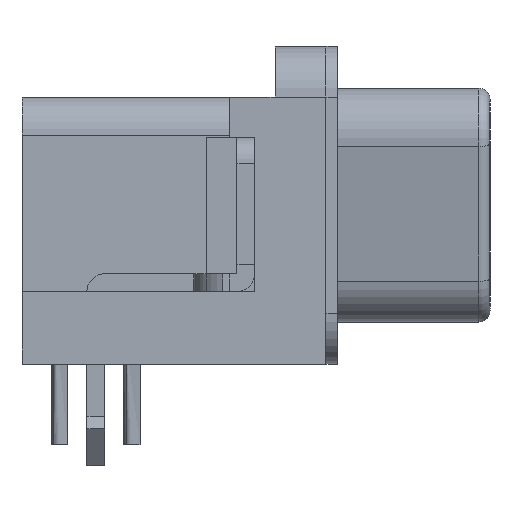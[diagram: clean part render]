
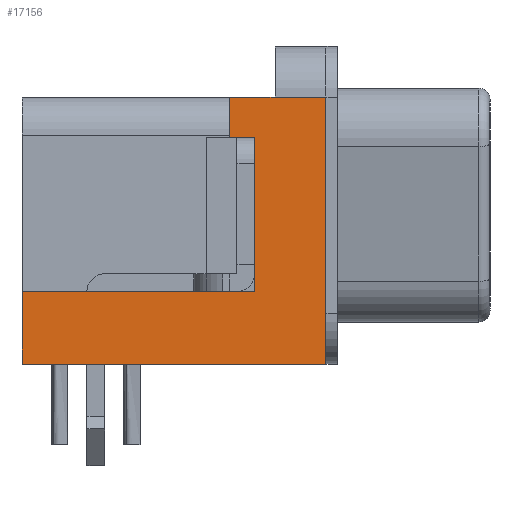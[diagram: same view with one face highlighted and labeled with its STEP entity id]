
A CAD part, left-side view. The second image highlights one B-rep face of the part: STEP entity #17156.
In plain terms, the highlighted planar face has unit normal (-1, 0, 0).
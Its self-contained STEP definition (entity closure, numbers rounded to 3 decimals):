
#863=LINE('',#24585,#2839);
#1288=LINE('',#25515,#3264);
#1310=LINE('',#25563,#3286);
#1317=LINE('',#25580,#3293);
#1324=LINE('',#25600,#3300);
#1325=LINE('',#25602,#3301);
#1326=LINE('',#25604,#3302);
#1327=LINE('',#25606,#3303);
#1328=LINE('',#25607,#3304);
#2839=VECTOR('',#19713,1000.);
#3264=VECTOR('',#20352,1000.);
#3286=VECTOR('',#20380,1000.);
#3293=VECTOR('',#20395,1000.);
#3300=VECTOR('',#20414,1000.);
#3301=VECTOR('',#20415,1000.);
#3302=VECTOR('',#20416,1000.);
#3303=VECTOR('',#20417,1000.);
#3304=VECTOR('',#20418,1000.);
#5463=ORIENTED_EDGE('',*,*,#9780,.T.);
#5464=ORIENTED_EDGE('',*,*,#10308,.T.);
#5465=ORIENTED_EDGE('',*,*,#10309,.T.);
#5466=ORIENTED_EDGE('',*,*,#10310,.T.);
#5467=ORIENTED_EDGE('',*,*,#10311,.F.);
#5468=ORIENTED_EDGE('',*,*,#10288,.T.);
#5469=ORIENTED_EDGE('',*,*,#10312,.T.);
#5470=ORIENTED_EDGE('',*,*,#10264,.T.);
#5471=ORIENTED_EDGE('',*,*,#10298,.T.);
#9780=EDGE_CURVE('',#12254,#12253,#863,.T.);
#10264=EDGE_CURVE('',#12652,#12651,#1288,.T.);
#10288=EDGE_CURVE('',#12672,#12674,#1310,.T.);
#10298=EDGE_CURVE('',#12651,#12254,#1317,.T.);
#10308=EDGE_CURVE('',#12253,#12688,#1324,.T.);
#10309=EDGE_CURVE('',#12688,#12689,#1325,.T.);
#10310=EDGE_CURVE('',#12689,#12690,#1326,.T.);
#10311=EDGE_CURVE('',#12672,#12690,#1327,.T.);
#10312=EDGE_CURVE('',#12674,#12652,#1328,.T.);
#12253=VERTEX_POINT('',#24584);
#12254=VERTEX_POINT('',#24586);
#12651=VERTEX_POINT('',#25514);
#12652=VERTEX_POINT('',#25516);
#12672=VERTEX_POINT('',#25558);
#12674=VERTEX_POINT('',#25562);
#12688=VERTEX_POINT('',#25601);
#12689=VERTEX_POINT('',#25603);
#12690=VERTEX_POINT('',#25605);
#14267=EDGE_LOOP('',(#5463,#5464,#5465,#5466,#5467,#5468,#5469,#5470,#5471));
#15467=FACE_BOUND('',#14267,.T.);
#16586=PLANE('',#18360);
#17156=ADVANCED_FACE('',(#15467),#16586,.T.);
#18360=AXIS2_PLACEMENT_3D('',#25599,#20412,#20413);
#19713=DIRECTION('',(0.,0.,1.));
#20352=DIRECTION('',(0.,0.,-1.));
#20380=DIRECTION('',(0.,0.,-1.));
#20395=DIRECTION('',(0.,-1.,0.));
#20412=DIRECTION('',(-1.,0.,0.));
#20413=DIRECTION('',(0.,0.,1.));
#20414=DIRECTION('',(0.,1.,0.));
#20415=DIRECTION('',(0.,1.,0.));
#20416=DIRECTION('',(0.,0.,-1.));
#20417=DIRECTION('',(0.,1.,0.));
#20418=DIRECTION('',(0.,1.,0.));
#24584=CARTESIAN_POINT('',(-34.7,-5.975,4.25));
#24585=CARTESIAN_POINT('',(-34.7,-5.975,-6.25));
#24586=CARTESIAN_POINT('',(-34.7,-5.975,-6.25));
#25514=CARTESIAN_POINT('',(-34.7,5.975,-6.25));
#25515=CARTESIAN_POINT('',(-34.7,5.975,4.25));
#25516=CARTESIAN_POINT('',(-34.7,5.975,-3.4));
#25558=CARTESIAN_POINT('',(-34.7,-3.175,2.65));
#25562=CARTESIAN_POINT('',(-34.7,-3.175,-3.4));
#25563=CARTESIAN_POINT('',(-34.7,-3.175,2.65));
#25580=CARTESIAN_POINT('',(-34.7,5.975,-6.25));
#25599=CARTESIAN_POINT('',(-34.7,0.,0.));
#25600=CARTESIAN_POINT('',(-34.7,0.,4.25));
#25601=CARTESIAN_POINT('',(-34.7,-3.975,4.25));
#25602=CARTESIAN_POINT('',(-34.7,-3.975,4.25));
#25603=CARTESIAN_POINT('',(-34.7,-2.175,4.25));
#25604=CARTESIAN_POINT('',(-34.7,-2.175,4.25));
#25605=CARTESIAN_POINT('',(-34.7,-2.175,2.65));
#25606=CARTESIAN_POINT('',(-34.7,-3.175,2.65));
#25607=CARTESIAN_POINT('',(-34.7,-2.175,-3.4));
